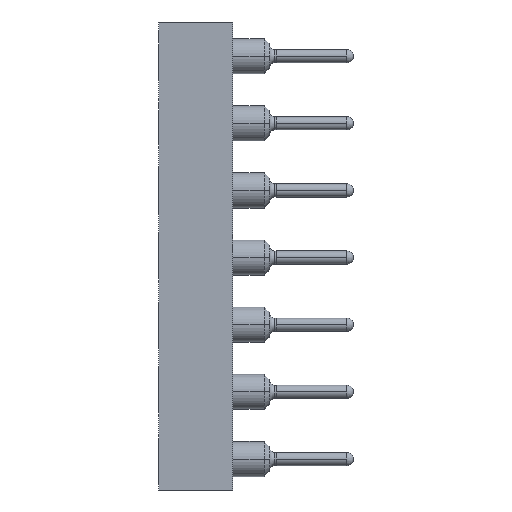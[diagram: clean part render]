
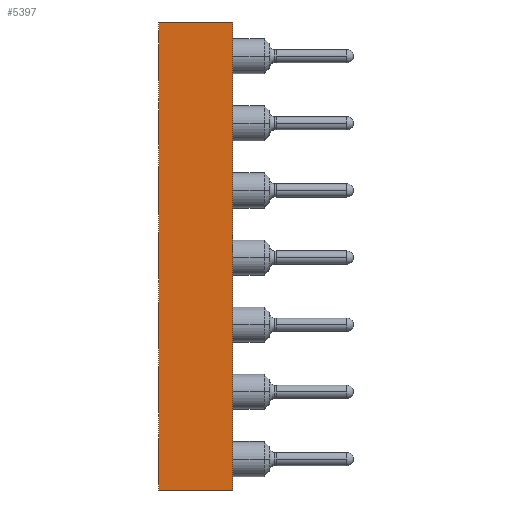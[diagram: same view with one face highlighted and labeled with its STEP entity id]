
A CAD part, left-side view. The second image highlights one B-rep face of the part: STEP entity #5397.
In plain terms, the highlighted planar face has unit normal (-1, 0, 0).
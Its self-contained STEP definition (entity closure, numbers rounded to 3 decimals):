
#2711=EDGE_CURVE('',#3651,#3919,#7804,.T.);
#3013=EDGE_CURVE('',#5595,#7261,#8142,.T.);
#3651=VERTEX_POINT('',#8851);
#3919=VERTEX_POINT('',#9149);
#4525=EDGE_CURVE('',#5595,#3651,#9838,.T.);
#5397=ADVANCED_FACE('',(#10817),#10818,.T.);
#5595=VERTEX_POINT('',#11038);
#6657=EDGE_CURVE('',#3919,#7261,#12258,.T.);
#7261=VERTEX_POINT('',#12939);
#7804=LINE('',#13576,#13577);
#8142=LINE('',#14020,#14021);
#8851=CARTESIAN_POINT('',(-5.05,0.,-8.85));
#9149=CARTESIAN_POINT('',(-5.05,0.,8.85));
#9838=LINE('',#16231,#16232);
#10817=FACE_OUTER_BOUND('',#17495,.T.);
#10818=PLANE('',#17496);
#11038=CARTESIAN_POINT('',(-5.05,2.8,-8.85));
#12258=LINE('',#19350,#19351);
#12939=CARTESIAN_POINT('',(-5.05,2.8,8.85));
#13576=CARTESIAN_POINT('',(-5.05,0.,-8.85));
#13577=VECTOR('',#20981,1.0);
#14020=CARTESIAN_POINT('',(-5.05,2.8,-8.85));
#14021=VECTOR('',#21390,1.0);
#16231=CARTESIAN_POINT('',(-5.05,2.8,-8.85));
#16232=VECTOR('',#23554,1.0);
#17495=EDGE_LOOP('',(#24889,#24890,#24891,#24892));
#17496=AXIS2_PLACEMENT_3D('',#24893,#24894,#24895);
#19350=CARTESIAN_POINT('',(-5.05,2.8,8.85));
#19351=VECTOR('',#26813,1.0);
#20981=DIRECTION('',(0.0,0.0,1.0));
#21390=DIRECTION('',(0.0,0.0,1.0));
#23554=DIRECTION('',(0.0,-1.0,0.0));
#24889=ORIENTED_EDGE('',*,*,#6657,.T.);
#24890=ORIENTED_EDGE('',*,*,#3013,.F.);
#24891=ORIENTED_EDGE('',*,*,#4525,.T.);
#24892=ORIENTED_EDGE('',*,*,#2711,.T.);
#24893=CARTESIAN_POINT('',(-5.05,0.,-8.85));
#24894=DIRECTION('',(-1.0,0.0,0.0));
#24895=DIRECTION('',(0.0,-1.0,0.0));
#26813=DIRECTION('',(0.0,1.0,0.0));
